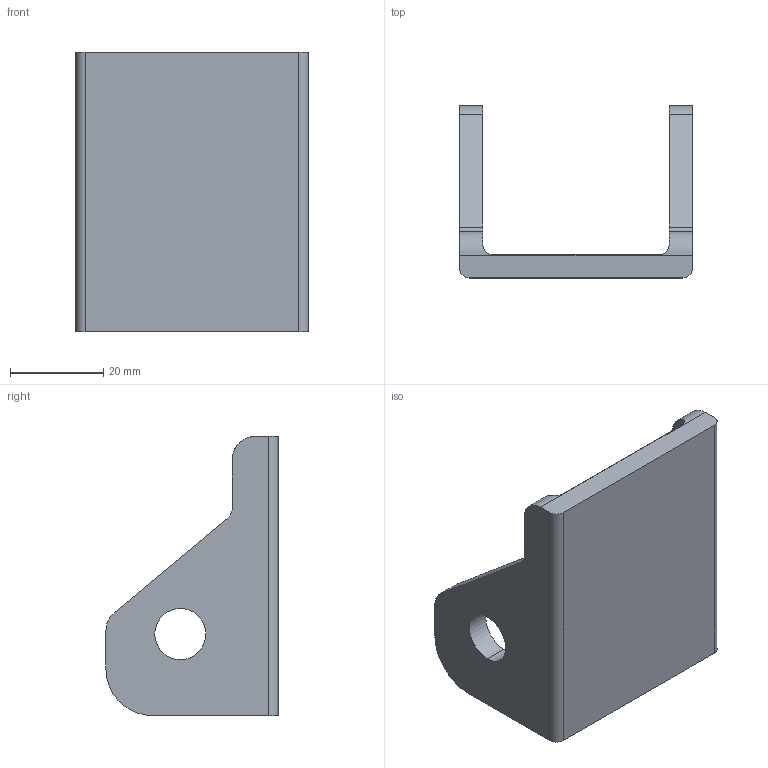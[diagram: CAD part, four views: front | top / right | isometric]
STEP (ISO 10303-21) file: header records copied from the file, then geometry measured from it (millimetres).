
FILE_DESCRIPTION (( 'STEP AP214' ), '1' );
FILE_NAME ('Shock_bracket_final_1.STEP', '2021-01-13T10:25:12', ( '' ), ( '' ), 'SwSTEP 2.0', 'SolidWorks 2021', '' );
FILE_SCHEMA (( 'AUTOMOTIVE_DESIGN' ));
Length unit declared in the file: millimetre
Products named in the file (1): Shock_bracket_final_1
Bounding box: 50 x 37 x 60 mm (x, y, z)
Volume: 25359.4 mm3; surface area: 11809.3 mm2
Topology: 1 solids, 1 shells, 29 faces, 81 edges, 54 vertices
Faces by surface type: cylinder 15, plane 14
Entity records: 1013 total; most frequent: CARTESIAN_POINT 195, DIRECTION 169, ORIENTED_EDGE 162, EDGE_CURVE 81, AXIS2_PLACEMENT_3D 60, VERTEX_POINT 54, VECTOR 49, LINE 49
